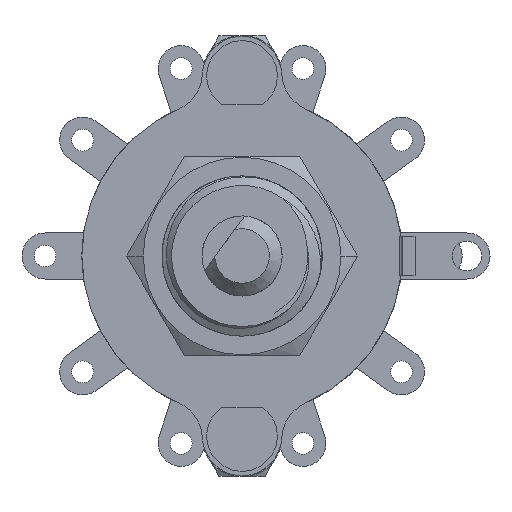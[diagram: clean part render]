
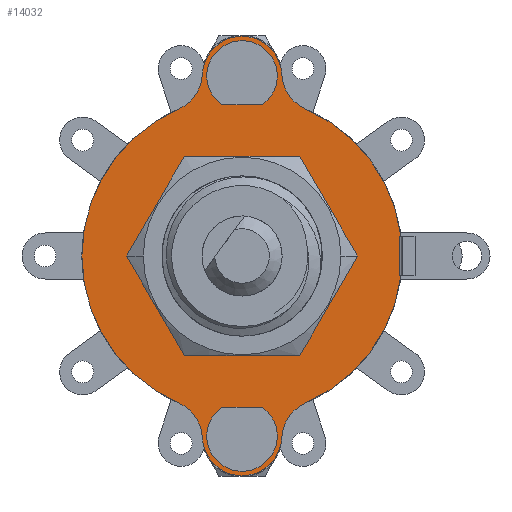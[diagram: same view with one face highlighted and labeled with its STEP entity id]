
A CAD part, left-side view. The second image highlights one B-rep face of the part: STEP entity #14032.
In plain terms, the highlighted planar face has unit normal (-1, 0, 0).
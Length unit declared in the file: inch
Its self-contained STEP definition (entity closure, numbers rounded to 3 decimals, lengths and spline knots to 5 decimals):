
#1=DIRECTION('',(0.,-1.,0.));
#2=VECTOR('',#1,0.06325);
#3=CARTESIAN_POINT('',(-0.396,0.03162,0.236));
#4=LINE('',#3,#2);
#5=CARTESIAN_POINT('',(-0.396,0.,0.281));
#6=DIRECTION('',(-1.,0.,0.));
#7=DIRECTION('',(0.,-0.575,-0.818));
#8=AXIS2_PLACEMENT_3D('',#5,#6,#7);
#10=CARTESIAN_POINT('',(-0.396,0.,-0.281));
#11=DIRECTION('',(-1.,0.,0.));
#12=DIRECTION('',(0.,0.575,0.818));
#13=AXIS2_PLACEMENT_3D('',#10,#11,#12);
#15=DIRECTION('',(0.,1.,0.));
#16=VECTOR('',#15,0.06325);
#17=CARTESIAN_POINT('',(-0.396,-0.03162,-0.236));
#18=LINE('',#17,#16);
#19=DIRECTION('',(0.,1.,0.));
#20=VECTOR('',#19,0.00307);
#21=CARTESIAN_POINT('',(-0.396,-0.24807,-0.031));
#22=LINE('',#21,#20);
#23=CARTESIAN_POINT('',(-0.396,0.,0.));
#24=DIRECTION('',(-1.,0.,0.));
#25=DIRECTION('',(0.,-0.397,-0.918));
#26=AXIS2_PLACEMENT_3D('',#23,#24,#25);
#28=CARTESIAN_POINT('',(-0.396,-0.12388,-0.28635));
#29=DIRECTION('',(-1.,0.,0.));
#30=DIRECTION('',(0.,0.397,0.918));
#31=AXIS2_PLACEMENT_3D('',#28,#29,#30);
#33=CARTESIAN_POINT('',(-0.396,0.,-0.281));
#34=DIRECTION('',(1.,0.,0.));
#35=DIRECTION('',(0.,-0.999,-0.043));
#36=AXIS2_PLACEMENT_3D('',#33,#34,#35);
#38=CARTESIAN_POINT('',(-0.396,0.12388,-0.28635));
#39=DIRECTION('',(-1.,0.,0.));
#40=DIRECTION('',(0.,-0.999,0.043));
#41=AXIS2_PLACEMENT_3D('',#38,#39,#40);
#43=CARTESIAN_POINT('',(-0.396,0.,0.));
#44=DIRECTION('',(1.,0.,0.));
#45=DIRECTION('',(0.,0.397,-0.918));
#46=AXIS2_PLACEMENT_3D('',#43,#44,#45);
#48=CARTESIAN_POINT('',(-0.396,0.12388,0.28635));
#49=DIRECTION('',(-1.,0.,0.));
#50=DIRECTION('',(0.,-0.397,-0.918));
#51=AXIS2_PLACEMENT_3D('',#48,#49,#50);
#53=CARTESIAN_POINT('',(-0.396,0.,0.281));
#54=DIRECTION('',(1.,0.,0.));
#55=DIRECTION('',(0.,0.999,0.043));
#56=AXIS2_PLACEMENT_3D('',#53,#54,#55);
#58=CARTESIAN_POINT('',(-0.396,-0.12388,0.28635));
#59=DIRECTION('',(-1.,0.,0.));
#60=DIRECTION('',(0.,0.999,-0.043));
#61=AXIS2_PLACEMENT_3D('',#58,#59,#60);
#63=CARTESIAN_POINT('',(-0.396,0.,0.));
#64=DIRECTION('',(-1.,0.,0.));
#65=DIRECTION('',(0.,-0.992,0.124));
#66=AXIS2_PLACEMENT_3D('',#63,#64,#65);
#68=DIRECTION('',(0.,1.,0.));
#69=VECTOR('',#68,0.00307);
#70=CARTESIAN_POINT('',(-0.396,-0.24807,0.031));
#71=LINE('',#70,#69);
#72=DIRECTION('',(0.,0.,1.));
#73=VECTOR('',#72,0.062);
#74=CARTESIAN_POINT('',(-0.396,-0.245,-0.031));
#75=LINE('',#74,#73);
#80=CARTESIAN_POINT('',(-0.396,0.,0.));
#81=DIRECTION('',(-1.,0.,0.));
#82=DIRECTION('',(0.,-1.,0.));
#83=AXIS2_PLACEMENT_3D('',#80,#81,#82);
#187=CARTESIAN_POINT('',(-0.396,0.,0.));
#188=DIRECTION('',(1.,0.,0.));
#189=DIRECTION('',(0.,-1.,0.));
#190=AXIS2_PLACEMENT_3D('',#187,#188,#189);
#10920=CARTESIAN_POINT('',(-0.396,-0.06194,-0.28368));
#10921=CARTESIAN_POINT('',(-0.396,0.06194,-0.28368));
#10922=VERTEX_POINT('',#10920);
#10923=VERTEX_POINT('',#10921);
#10924=CARTESIAN_POINT('',(-0.396,0.06194,0.28368));
#10925=CARTESIAN_POINT('',(-0.396,-0.06194,0.28368));
#10926=VERTEX_POINT('',#10924);
#10927=VERTEX_POINT('',#10925);
#10932=CARTESIAN_POINT('',(-0.396,0.09927,-0.22945));
#10933=CARTESIAN_POINT('',(-0.396,0.09927,0.22945));
#10934=VERTEX_POINT('',#10932);
#10935=VERTEX_POINT('',#10933);
#10940=CARTESIAN_POINT('',(-0.396,-0.09927,-0.22945));
#10941=VERTEX_POINT('',#10940);
#10942=CARTESIAN_POINT('',(-0.396,-0.09927,0.22945));
#10943=VERTEX_POINT('',#10942);
#11438=CARTESIAN_POINT('',(-0.396,0.03162,0.236));
#11439=CARTESIAN_POINT('',(-0.396,-0.03162,0.236));
#11440=VERTEX_POINT('',#11438);
#11441=VERTEX_POINT('',#11439);
#11442=CARTESIAN_POINT('',(-0.396,0.03162,-0.236));
#11443=CARTESIAN_POINT('',(-0.396,-0.03162,-0.236));
#11444=VERTEX_POINT('',#11442);
#11445=VERTEX_POINT('',#11443);
#11462=CARTESIAN_POINT('',(-0.396,-0.24807,-0.031));
#11463=CARTESIAN_POINT('',(-0.396,-0.245,-0.031));
#11464=VERTEX_POINT('',#11462);
#11465=VERTEX_POINT('',#11463);
#11466=CARTESIAN_POINT('',(-0.396,-0.24807,0.031));
#11467=CARTESIAN_POINT('',(-0.396,-0.245,0.031));
#11468=VERTEX_POINT('',#11466);
#11469=VERTEX_POINT('',#11467);
#11474=CARTESIAN_POINT('',(-0.396,-0.15415,0.));
#11475=CARTESIAN_POINT('',(-0.396,0.15415,0.));
#11476=VERTEX_POINT('',#11474);
#11477=VERTEX_POINT('',#11475);
#13983=CARTESIAN_POINT('',(-0.396,0.,0.));
#13984=DIRECTION('',(-1.,0.,0.));
#13985=DIRECTION('',(0.,0.,-1.));
#13986=AXIS2_PLACEMENT_3D('',#13983,#13984,#13985);
#13987=PLANE('',#13986);
#13989=ORIENTED_EDGE('',*,*,#13988,.F.);
#13991=ORIENTED_EDGE('',*,*,#13990,.F.);
#13993=ORIENTED_EDGE('',*,*,#13992,.T.);
#13995=ORIENTED_EDGE('',*,*,#13994,.T.);
#13997=ORIENTED_EDGE('',*,*,#13996,.T.);
#13999=ORIENTED_EDGE('',*,*,#13998,.T.);
#14001=ORIENTED_EDGE('',*,*,#14000,.T.);
#14003=ORIENTED_EDGE('',*,*,#14002,.T.);
#14005=ORIENTED_EDGE('',*,*,#14004,.T.);
#14007=ORIENTED_EDGE('',*,*,#14006,.F.);
#14009=ORIENTED_EDGE('',*,*,#14008,.T.);
#14011=ORIENTED_EDGE('',*,*,#14010,.F.);
#14012=EDGE_LOOP('',(#13989,#13991,#13993,#13995,#13997,#13999,#14001,#14003,
#14005,#14007,#14009,#14011));
#14013=FACE_OUTER_BOUND('',#14012,.F.);
#14015=ORIENTED_EDGE('',*,*,#14014,.T.);
#14017=ORIENTED_EDGE('',*,*,#14016,.F.);
#14018=EDGE_LOOP('',(#14015,#14017));
#14019=FACE_BOUND('',#14018,.F.);
#14021=ORIENTED_EDGE('',*,*,#14020,.T.);
#14023=ORIENTED_EDGE('',*,*,#14022,.T.);
#14024=EDGE_LOOP('',(#14021,#14023));
#14025=FACE_BOUND('',#14024,.F.);
#14027=ORIENTED_EDGE('',*,*,#14026,.T.);
#14029=ORIENTED_EDGE('',*,*,#14028,.T.);
#14030=EDGE_LOOP('',(#14027,#14029));
#14031=FACE_BOUND('',#14030,.F.);
#14032=ADVANCED_FACE('',(#14013,#14019,#14025,#14031),#13987,.T.);
#9=CIRCLE('',#8,0.055);
#14=CIRCLE('',#13,0.055);
#27=CIRCLE('',#26,0.25);
#32=CIRCLE('',#31,0.062);
#37=CIRCLE('',#36,0.062);
#42=CIRCLE('',#41,0.062);
#47=CIRCLE('',#46,0.25);
#52=CIRCLE('',#51,0.062);
#57=CIRCLE('',#56,0.062);
#62=CIRCLE('',#61,0.062);
#67=CIRCLE('',#66,0.25);
#84=CIRCLE('',#83,0.15415);
#191=CIRCLE('',#190,0.15415);
#13988=EDGE_CURVE('',#11464,#11465,#22,.T.);
#13990=EDGE_CURVE('',#10941,#11464,#27,.T.);
#13992=EDGE_CURVE('',#10941,#10922,#32,.T.);
#13994=EDGE_CURVE('',#10922,#10923,#37,.T.);
#13996=EDGE_CURVE('',#10923,#10934,#42,.T.);
#13998=EDGE_CURVE('',#10934,#10935,#47,.T.);
#14000=EDGE_CURVE('',#10935,#10926,#52,.T.);
#14002=EDGE_CURVE('',#10926,#10927,#57,.T.);
#14004=EDGE_CURVE('',#10927,#10943,#62,.T.);
#14006=EDGE_CURVE('',#11468,#10943,#67,.T.);
#14008=EDGE_CURVE('',#11468,#11469,#71,.T.);
#14010=EDGE_CURVE('',#11465,#11469,#75,.T.);
#14014=EDGE_CURVE('',#11476,#11477,#84,.T.);
#14016=EDGE_CURVE('',#11476,#11477,#191,.T.);
#14020=EDGE_CURVE('',#11440,#11441,#4,.T.);
#14022=EDGE_CURVE('',#11441,#11440,#9,.T.);
#14026=EDGE_CURVE('',#11444,#11445,#14,.T.);
#14028=EDGE_CURVE('',#11445,#11444,#18,.T.);
